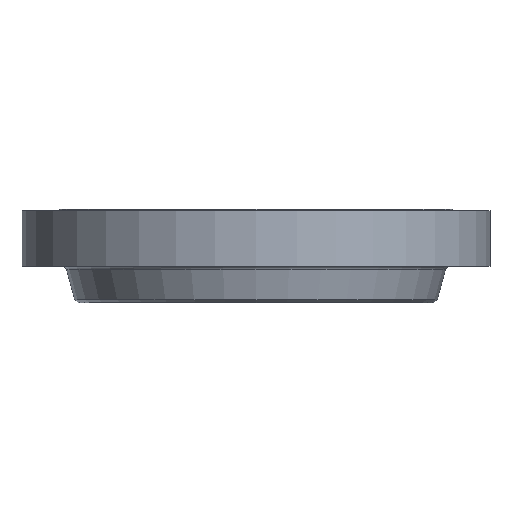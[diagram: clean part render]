
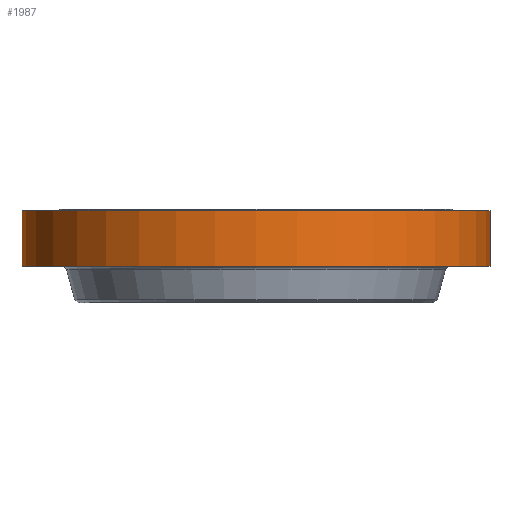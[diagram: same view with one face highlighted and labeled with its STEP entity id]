
A CAD part, front view. The second image highlights one B-rep face of the part: STEP entity #1987.
In plain terms, the highlighted cylindrical face has radius 889 mm (diameter 1778 mm), a partial arc.
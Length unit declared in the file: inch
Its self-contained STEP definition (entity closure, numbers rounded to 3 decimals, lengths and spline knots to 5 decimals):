
#40 = CARTESIAN_POINT ( 'NONE',  ( 35., 0., -8.5 ) ) ;
#90 = DIRECTION ( 'NONE',  ( 0., 0., 1. ) ) ;
#217 = EDGE_LOOP ( 'NONE', ( #1606, #522, #2251, #1486 ) ) ;
#286 = CYLINDRICAL_SURFACE ( 'NONE', #2002, 35. ) ;
#522 = ORIENTED_EDGE ( 'NONE', *, *, #638, .T. ) ;
#596 = EDGE_CURVE ( 'NONE', #1897, #1364, #2720, .T. ) ;
#638 = EDGE_CURVE ( 'NONE', #1055, #1090, #1278, .T. ) ;
#686 = CARTESIAN_POINT ( 'NONE',  ( 35., 0., 0. ) ) ;
#693 = DIRECTION ( 'NONE',  ( 0., 0., 1. ) ) ;
#909 = LINE ( 'NONE', #2678, #1295 ) ;
#976 = DIRECTION ( 'NONE',  ( 1., 0., 0. ) ) ;
#1027 = EDGE_CURVE ( 'NONE', #1055, #1897, #909, .T. ) ;
#1055 = VERTEX_POINT ( 'NONE', #1118 ) ;
#1090 = VERTEX_POINT ( 'NONE', #40 ) ;
#1118 = CARTESIAN_POINT ( 'NONE',  ( -35., 0., -8.5 ) ) ;
#1278 = CIRCLE ( 'NONE', #1941, 35. ) ;
#1280 = CARTESIAN_POINT ( 'NONE',  ( 35., 0., -0.25 ) ) ;
#1295 = VECTOR ( 'NONE', #2877, 39.37008 ) ;
#1364 = VERTEX_POINT ( 'NONE', #1280 ) ;
#1472 = AXIS2_PLACEMENT_3D ( 'NONE', #2033, #693, #2265 ) ;
#1486 = ORIENTED_EDGE ( 'NONE', *, *, #596, .F. ) ;
#1606 = ORIENTED_EDGE ( 'NONE', *, *, #1027, .F. ) ;
#1798 = EDGE_CURVE ( 'NONE', #1090, #1364, #1814, .T. ) ;
#1814 = LINE ( 'NONE', #686, #2462 ) ;
#1837 = DIRECTION ( 'NONE',  ( 0., 0., 1. ) ) ;
#1897 = VERTEX_POINT ( 'NONE', #2764 ) ;
#1941 = AXIS2_PLACEMENT_3D ( 'NONE', #2090, #90, #976 ) ;
#1987 = ADVANCED_FACE ( 'NONE', ( #2497 ), #286, .T. ) ;
#2002 = AXIS2_PLACEMENT_3D ( 'NONE', #2756, #2725, #2512 ) ;
#2033 = CARTESIAN_POINT ( 'NONE',  ( 0., 0., -0.25 ) ) ;
#2090 = CARTESIAN_POINT ( 'NONE',  ( 0., 0., -8.5 ) ) ;
#2251 = ORIENTED_EDGE ( 'NONE', *, *, #1798, .T. ) ;
#2265 = DIRECTION ( 'NONE',  ( 1., 0., 0. ) ) ;
#2462 = VECTOR ( 'NONE', #1837, 39.37008 ) ;
#2497 = FACE_OUTER_BOUND ( 'NONE', #217, .T. ) ;
#2512 = DIRECTION ( 'NONE',  ( 1., 0., 0. ) ) ;
#2678 = CARTESIAN_POINT ( 'NONE',  ( -35., 0., 0. ) ) ;
#2720 = CIRCLE ( 'NONE', #1472, 35. ) ;
#2725 = DIRECTION ( 'NONE',  ( 0., 0., 1. ) ) ;
#2756 = CARTESIAN_POINT ( 'NONE',  ( 0., 0., 0. ) ) ;
#2764 = CARTESIAN_POINT ( 'NONE',  ( -35., 0., -0.25 ) ) ;
#2877 = DIRECTION ( 'NONE',  ( 0., 0., 1. ) ) ;
